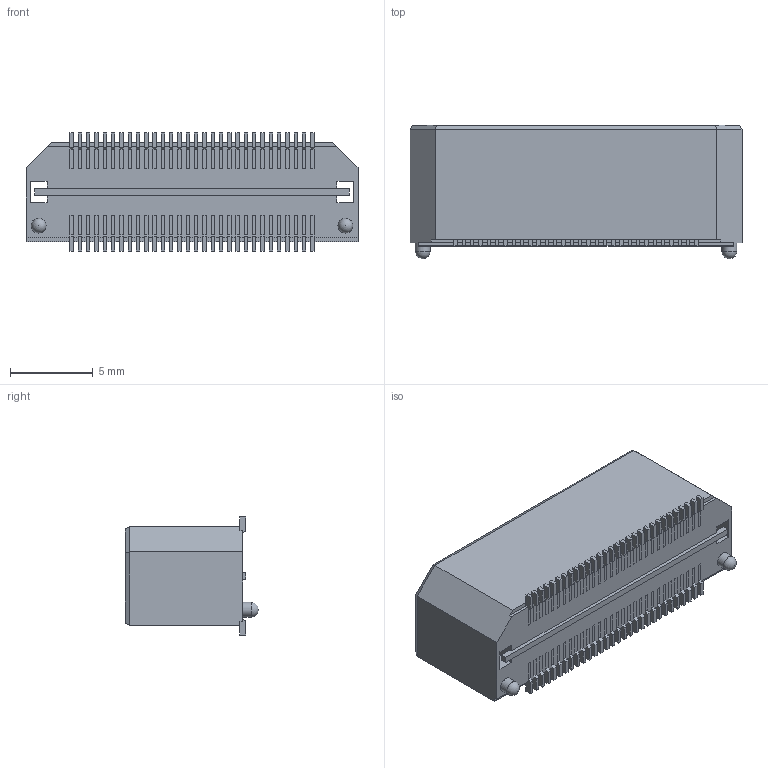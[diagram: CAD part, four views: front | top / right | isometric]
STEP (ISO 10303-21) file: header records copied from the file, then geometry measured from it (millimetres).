
FILE_DESCRIPTION(/* description */ ('STEP AP214'),/* implementation_level */ '2;1');
FILE_NAME(/* name */ 'QTH-030-02-F-D-A',/* time_stamp */ '2023-05-17T09:52:48+02:00',/* author */ ('License CC BY-ND 4.0'),/* organization */ ('CADENAS'),/* preprocessor_version */ 'ST-DEVELOPER v19.3',/* originating_system */ 'PARTsolutions',/* authorisation */ ' ');
FILE_SCHEMA (('AUTOMOTIVE_DESIGN {1 0 10303 214 3 1 1}'));
Length unit declared in the file: inch
Products named in the file (4): QTH-030-02-F-D-A; T-1G1-02_imp; T-1S59-02(-030-02-D)_pin; TQTH-030-02-F-D-A_terminal
Assembly tree (3 placements, depth 2):
  QTH-030-02-F-D-A
    T-1G1-02_imp
    T-1S59-02(-030-02-D)_pin
    TQTH-030-02-F-D-A_terminal
Bounding box: 20 x 8.03 x 7.11 mm (x, y, z)
Volume: 707.6 mm3; surface area: 1871.8 mm2
Topology: 3 solids, 3 shells, 1574 faces, 4694 edges, 3126 vertices
Faces by surface type: plane 1508, cylinder 64, sphere 2
Full cylindrical faces by diameter (mm): 0.889 x2
Entity records: 51907 total; most frequent: CARTESIAN_POINT 9386, ORIENTED_EDGE 9372, DIRECTION 7974, EDGE_CURVE 4686, LINE 4554, VECTOR 4554, VERTEX_POINT 3122, AXIS2_PLACEMENT_3D 1710
